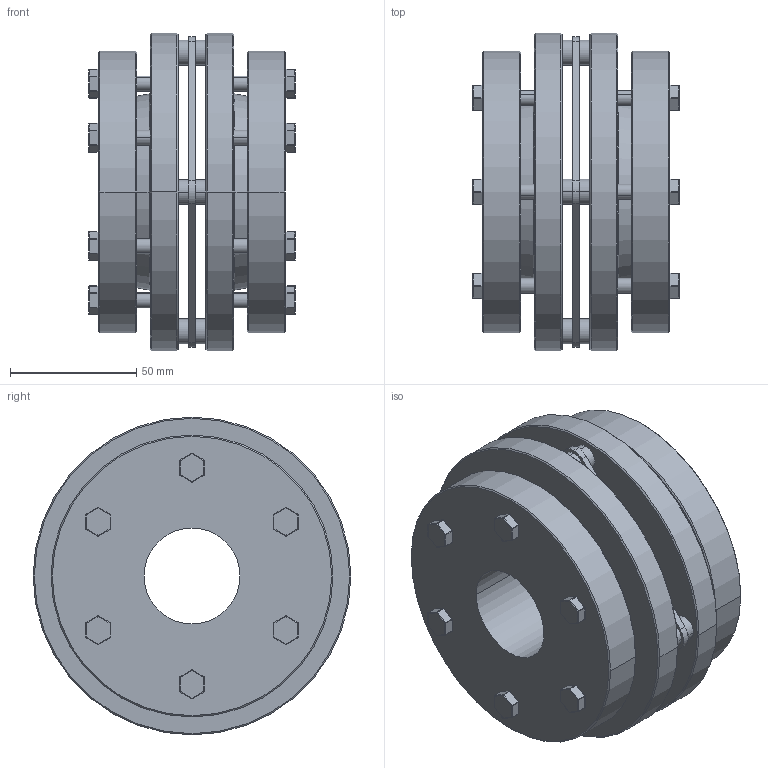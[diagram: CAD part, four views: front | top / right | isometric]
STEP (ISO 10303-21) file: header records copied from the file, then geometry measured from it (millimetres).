
FILE_DESCRIPTION (( 'STEP AP203' ), '1' );
FILE_NAME ('CL15-126.step', '2011-08-10T07:22:44', ( '' ), ( '' ), 'SwSTEP 2.0', 'SolidWorks 2010', '' );
FILE_SCHEMA (( 'CONFIG_CONTROL_DESIGN' ));
Length unit declared in the file: millimetre
Products named in the file (1): CL15-126
Bounding box: 82 x 126 x 126 mm (x, y, z)
Volume: 579603.2 mm3; surface area: 118441.6 mm2
Topology: 15 solids, 15 shells, 597 faces, 1249 edges, 610 vertices
Faces by surface type: cylinder 275, sphere 168, plane 130, cone 24
Entity records: 14866 total; most frequent: DIRECTION 2975, CARTESIAN_POINT 2361, ORIENTED_EDGE 2306, AXIS2_PLACEMENT_3D 1224, EDGE_CURVE 1153, EDGE_LOOP 627, CIRCLE 626, VERTEX_POINT 610
